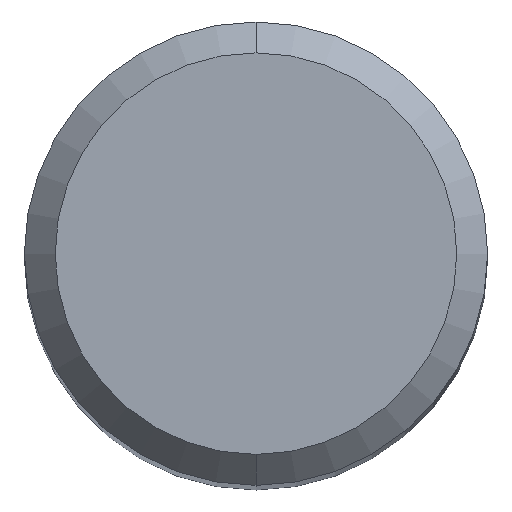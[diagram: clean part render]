
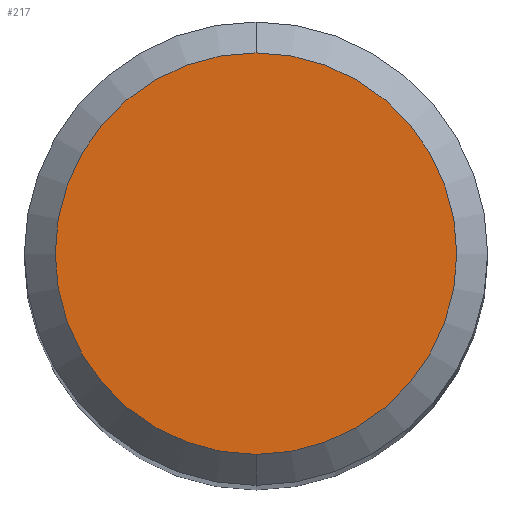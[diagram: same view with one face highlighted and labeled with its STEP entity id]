
A CAD part, top view. The second image highlights one B-rep face of the part: STEP entity #217.
In plain terms, the highlighted planar face has unit normal (0, 0, 1).
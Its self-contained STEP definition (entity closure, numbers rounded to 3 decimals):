
#107=VERTEX_POINT('',#258);
#115=VERTEX_POINT('',#266);
#153=EDGE_CURVE('',#115,#107,#312,.T.);
#173=EDGE_CURVE('',#107,#115,#334,.T.);
#217=ADVANCED_FACE('',(#382),#383,.T.);
#258=CARTESIAN_POINT('',(0.,-2.6,0.0));
#266=CARTESIAN_POINT('',(0.0,2.6,0.0));
#312=CIRCLE('',#492,2.6);
#334=CIRCLE('',#521,2.6);
#382=FACE_OUTER_BOUND('',#580,.T.);
#383=PLANE('',#581);
#492=AXIS2_PLACEMENT_3D('',#687,#688,#689);
#521=AXIS2_PLACEMENT_3D('',#711,#712,#713);
#580=EDGE_LOOP('',(#765,#766));
#581=AXIS2_PLACEMENT_3D('',#767,#768,#769);
#687=CARTESIAN_POINT('',(0.0,0.0,0.0));
#688=DIRECTION('',(0.0,0.0,-1.0));
#689=DIRECTION('',(0.0,1.0,0.0));
#711=CARTESIAN_POINT('',(0.0,0.0,0.0));
#712=DIRECTION('',(0.0,0.0,-1.0));
#713=DIRECTION('',(0.0,1.0,0.0));
#765=ORIENTED_EDGE('',*,*,#153,.F.);
#766=ORIENTED_EDGE('',*,*,#173,.F.);
#767=CARTESIAN_POINT('',(0.0,1.3,0.0));
#768=DIRECTION('',(-0.0,0.0,1.0));
#769=DIRECTION('',(0.0,-1.0,0.0));
